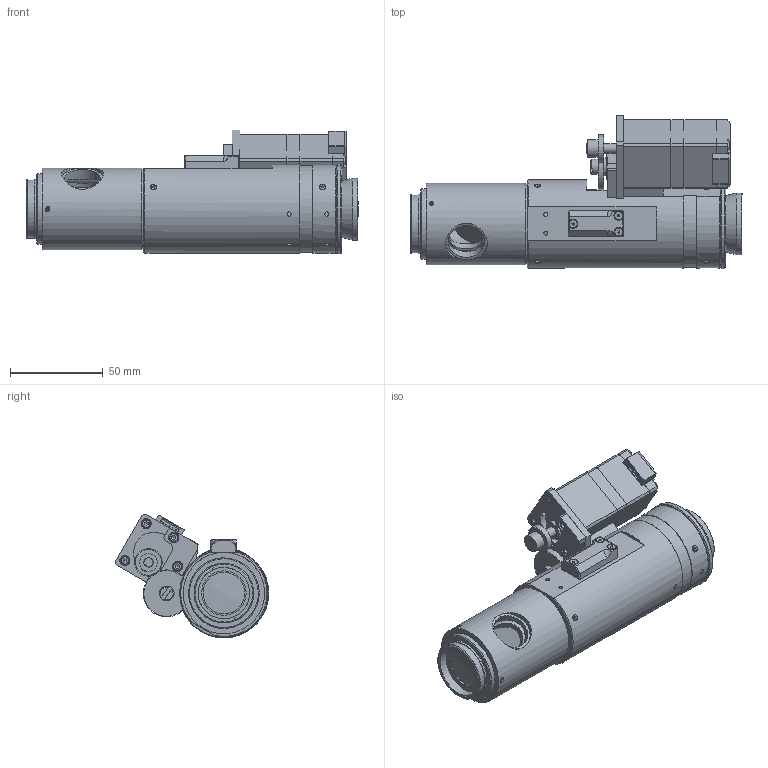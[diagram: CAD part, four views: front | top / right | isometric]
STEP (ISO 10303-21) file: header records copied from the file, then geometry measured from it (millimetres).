
FILE_DESCRIPTION(/* description */ ('RING, RETAINING, "C" LENS'),/* implementation_level */ '2;1');
FILE_NAME(/* name */ '52010_0.stp',/* time_stamp */ '2015-04-06T11:51:07-04:00',/* author */ ('BONAFEDE'),/* organization */ (''),/* preprocessor_version */ 'ST-DEVELOPER v15.6',/* originating_system */ 'Autodesk Inventor 2015',/* authorisation */ '');
FILE_SCHEMA (('AUTOMOTIVE_DESIGN { 1 0 10303 214 3 1 1 }'));
Length unit declared in the file: millimetre
Products named in the file (68): 50371; 50354; 50355; 50536; 50537; 50348; 50349; 50121; 50358; 50143; 50616; 50693; 50372; 50361; 50350; 50351; 60697; 50359; 7007; 50725; 50726; 50727; 50465; 50466; 50467; 50539; 50352; 50347; 50211; 62325; 51187; 51219; 50497; 50496; 50498; 50109; 50494; 50031-0.25F; 50032-0.25F; 50030-.25F ...
Bounding box: 179.17 x 82.81 x 66.9 mm (x, y, z)
Volume: 230323.8 mm3; surface area: 155837.1 mm2
Topology: 84 solids, 87 shells, 1672 faces, 3987 edges, 2620 vertices
Faces by surface type: plane 918, cylinder 452, cone 171, bspline 99, sphere 18, torus 14
Full cylindrical faces by diameter (mm): 0.35 x5, 0.5 x5, 0.508 x4, 1.016 x2, 1.27 x2, 1.524 x3, 1.702 x11, 1.727 x2, 1.93 x2, 1.938 x4, 1.948 x4, 2.083 x2, 2.159 x21, 2.184 x12, 2.286 x2, 2.489 x12, 2.5 x8, 2.692 x3, 2.845 x16, 2.896 x4, 3.162 x2, 3.175 x2, 3.302 x8, 3.454 x2, 4 x4, 4.166 x7, 4.267 x3, 4.5 x4, 4.648 x6, 4.75 x3
Entity records: 42895 total; most frequent: CARTESIAN_POINT 12999, DIRECTION 5766, ORIENTED_EDGE 5232, EDGE_CURVE 2619, AXIS2_PLACEMENT_3D 2191, EDGE_LOOP 1995, VERTEX_POINT 1944, LINE 1384
